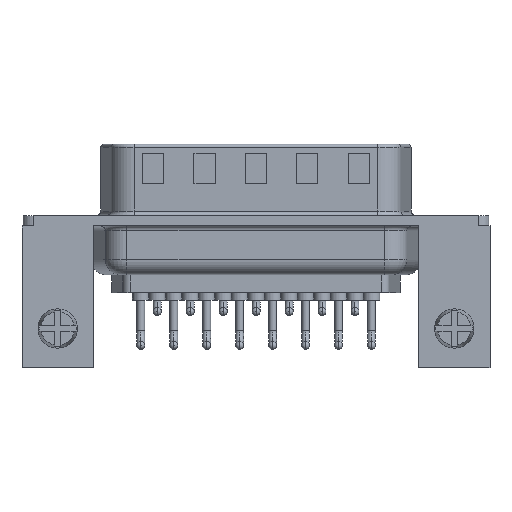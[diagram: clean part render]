
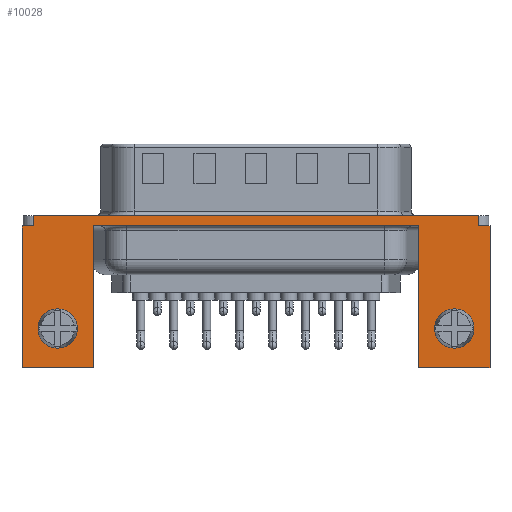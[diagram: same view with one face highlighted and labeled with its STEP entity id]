
A CAD part, front view. The second image highlights one B-rep face of the part: STEP entity #10028.
In plain terms, the highlighted planar face has unit normal (0, -1, 0).
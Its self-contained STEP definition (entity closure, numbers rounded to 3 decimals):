
#54 = VERTEX_POINT ( 'NONE', #6829 ) ;
#80 = CARTESIAN_POINT ( 'NONE',  ( 36.233, 0., -9.487 ) ) ;
#238 = CARTESIAN_POINT ( 'NONE',  ( 38.252, 0., -0.876 ) ) ;
#261 = VECTOR ( 'NONE', #6428, 1000. ) ;
#296 = CARTESIAN_POINT ( 'NONE',  ( -0.084, 0., -0.876 ) ) ;
#698 = ORIENTED_EDGE ( 'NONE', *, *, #13268, .F. ) ;
#853 = CIRCLE ( 'NONE', #19994, 1.651 ) ;
#1026 = EDGE_LOOP ( 'NONE', ( #3382, #14390 ) ) ;
#1068 = FACE_OUTER_BOUND ( 'NONE', #7176, .T. ) ;
#1373 = CARTESIAN_POINT ( 'NONE',  ( 39.23, 0., -12.789 ) ) ;
#1569 = DIRECTION ( 'NONE',  ( 0., 0., -1. ) ) ;
#1652 = DIRECTION ( 'NONE',  ( 0., 0., -1. ) ) ;
#2111 = CARTESIAN_POINT ( 'NONE',  ( 2.913, 0., -7.836 ) ) ;
#2594 = DIRECTION ( 'NONE',  ( 0., -1., 0. ) ) ;
#2694 = CARTESIAN_POINT ( 'NONE',  ( 0., 0., 0. ) ) ;
#2719 = VECTOR ( 'NONE', #7895, 1000. ) ;
#2889 = VECTOR ( 'NONE', #7492, 1000. ) ;
#2981 = CARTESIAN_POINT ( 'NONE',  ( 36.233, 0., -11.138 ) ) ;
#3082 = VERTEX_POINT ( 'NONE', #296 ) ;
#3333 = DIRECTION ( 'NONE',  ( 0., 0., -1. ) ) ;
#3382 = ORIENTED_EDGE ( 'NONE', *, *, #6606, .F. ) ;
#3427 = DIRECTION ( 'NONE',  ( 0., -1., 0. ) ) ;
#3475 = AXIS2_PLACEMENT_3D ( 'NONE', #12876, #3427, #14437 ) ;
#3806 = LINE ( 'NONE', #2694, #10664 ) ;
#3854 = EDGE_CURVE ( 'NONE', #14281, #19830, #12871, .T. ) ;
#3877 = EDGE_CURVE ( 'NONE', #6440, #3082, #20275, .T. ) ;
#3985 = VECTOR ( 'NONE', #1569, 1000. ) ;
#4195 = LINE ( 'NONE', #18268, #16277 ) ;
#4262 = DIRECTION ( 'NONE',  ( 1., 0., 0. ) ) ;
#4293 = VECTOR ( 'NONE', #3333, 1000. ) ;
#4430 = CARTESIAN_POINT ( 'NONE',  ( 0.889, 0., -0.876 ) ) ;
#4566 = VERTEX_POINT ( 'NONE', #11172 ) ;
#4792 = LINE ( 'NONE', #12774, #4293 ) ;
#4979 = CARTESIAN_POINT ( 'NONE',  ( 2.913, 0., -9.487 ) ) ;
#5235 = ORIENTED_EDGE ( 'NONE', *, *, #6576, .T. ) ;
#5450 = VERTEX_POINT ( 'NONE', #6432 ) ;
#5455 = VERTEX_POINT ( 'NONE', #15889 ) ;
#5728 = FACE_BOUND ( 'NONE', #19998, .T. ) ;
#6087 = EDGE_CURVE ( 'NONE', #14081, #18469, #13275, .T. ) ;
#6311 = CARTESIAN_POINT ( 'NONE',  ( 39.23, 0., -0.876 ) ) ;
#6428 = DIRECTION ( 'NONE',  ( 0., 0., 1. ) ) ;
#6432 = CARTESIAN_POINT ( 'NONE',  ( 39.23, 0., -0.876 ) ) ;
#6440 = VERTEX_POINT ( 'NONE', #4430 ) ;
#6540 = DIRECTION ( 'NONE',  ( 0., 0., -1. ) ) ;
#6576 = EDGE_CURVE ( 'NONE', #5455, #17547, #11044, .T. ) ;
#6606 = EDGE_CURVE ( 'NONE', #54, #18953, #6840, .T. ) ;
#6829 = CARTESIAN_POINT ( 'NONE',  ( 2.913, 0., -11.138 ) ) ;
#6840 = CIRCLE ( 'NONE', #8211, 1.651 ) ;
#7003 = LINE ( 'NONE', #9838, #10202 ) ;
#7176 = EDGE_LOOP ( 'NONE', ( #12846, #18256, #698, #5235, #15365, #10297, #8050, #19018, #16649, #14873, #12472, #17666 ) ) ;
#7492 = DIRECTION ( 'NONE',  ( 0., 0., 1. ) ) ;
#7640 = VECTOR ( 'NONE', #7921, 1000. ) ;
#7895 = DIRECTION ( 'NONE',  ( -1., 0., 0. ) ) ;
#7921 = DIRECTION ( 'NONE',  ( -1., 0., 0. ) ) ;
#7995 = EDGE_CURVE ( 'NONE', #18953, #54, #8763, .T. ) ;
#8050 = ORIENTED_EDGE ( 'NONE', *, *, #3854, .T. ) ;
#8211 = AXIS2_PLACEMENT_3D ( 'NONE', #4979, #15999, #6540 ) ;
#8477 = CARTESIAN_POINT ( 'NONE',  ( 2.913, 0., -9.487 ) ) ;
#8763 = CIRCLE ( 'NONE', #13961, 1.651 ) ;
#8815 = CARTESIAN_POINT ( 'NONE',  ( -0.084, 0., -2.375 ) ) ;
#8839 = LINE ( 'NONE', #6311, #2719 ) ;
#9038 = EDGE_CURVE ( 'NONE', #9177, #18469, #3806, .T. ) ;
#9177 = VERTEX_POINT ( 'NONE', #17157 ) ;
#9360 = CARTESIAN_POINT ( 'NONE',  ( 5.91, 0., -2.375 ) ) ;
#9410 = FACE_BOUND ( 'NONE', #1026, .T. ) ;
#9838 = CARTESIAN_POINT ( 'NONE',  ( 0., 0., -0.876 ) ) ;
#10028 = ADVANCED_FACE ( 'NONE', ( #9410, #1068, #5728 ), #18198, .T. ) ;
#10052 = DIRECTION ( 'NONE',  ( 0., 0., -1. ) ) ;
#10202 = VECTOR ( 'NONE', #11468, 1000. ) ;
#10260 = DIRECTION ( 'NONE',  ( 0., 0., 1. ) ) ;
#10297 = ORIENTED_EDGE ( 'NONE', *, *, #12311, .T. ) ;
#10392 = VERTEX_POINT ( 'NONE', #15255 ) ;
#10472 = VECTOR ( 'NONE', #13968, 1000. ) ;
#10664 = VECTOR ( 'NONE', #4262, 1000. ) ;
#10965 = EDGE_CURVE ( 'NONE', #10392, #5450, #4195, .T. ) ;
#11038 = DIRECTION ( 'NONE',  ( 0., -1., 0. ) ) ;
#11044 = LINE ( 'NONE', #17527, #19418 ) ;
#11122 = VERTEX_POINT ( 'NONE', #2981 ) ;
#11172 = CARTESIAN_POINT ( 'NONE',  ( 36.233, 0., -7.836 ) ) ;
#11468 = DIRECTION ( 'NONE',  ( 1., 0., 0. ) ) ;
#11530 = CARTESIAN_POINT ( 'NONE',  ( 38.252, 0., 0. ) ) ;
#11637 = CARTESIAN_POINT ( 'NONE',  ( 38.252, 0., -0.876 ) ) ;
#12017 = CARTESIAN_POINT ( 'NONE',  ( 0., 0., -0.876 ) ) ;
#12199 = EDGE_CURVE ( 'NONE', #19830, #10392, #18879, .T. ) ;
#12311 = EDGE_CURVE ( 'NONE', #18045, #14281, #7003, .T. ) ;
#12442 = CIRCLE ( 'NONE', #3475, 1.651 ) ;
#12472 = ORIENTED_EDGE ( 'NONE', *, *, #6087, .T. ) ;
#12774 = CARTESIAN_POINT ( 'NONE',  ( 0.889, 0., -0.876 ) ) ;
#12846 = ORIENTED_EDGE ( 'NONE', *, *, #12852, .T. ) ;
#12852 = EDGE_CURVE ( 'NONE', #9177, #6440, #4792, .T. ) ;
#12871 = LINE ( 'NONE', #14150, #3985 ) ;
#12876 = CARTESIAN_POINT ( 'NONE',  ( 36.233, 0., -9.487 ) ) ;
#12972 = EDGE_CURVE ( 'NONE', #4566, #11122, #12442, .T. ) ;
#13268 = EDGE_CURVE ( 'NONE', #5455, #3082, #17357, .T. ) ;
#13275 = LINE ( 'NONE', #238, #261 ) ;
#13401 = EDGE_CURVE ( 'NONE', #11122, #4566, #853, .T. ) ;
#13604 = DIRECTION ( 'NONE',  ( 0., 0., -1. ) ) ;
#13660 = VECTOR ( 'NONE', #10260, 1000. ) ;
#13961 = AXIS2_PLACEMENT_3D ( 'NONE', #8477, #19522, #10052 ) ;
#13968 = DIRECTION ( 'NONE',  ( 1., 0., 0. ) ) ;
#14081 = VERTEX_POINT ( 'NONE', #11637 ) ;
#14150 = CARTESIAN_POINT ( 'NONE',  ( 33.236, 0., -0.876 ) ) ;
#14281 = VERTEX_POINT ( 'NONE', #18441 ) ;
#14390 = ORIENTED_EDGE ( 'NONE', *, *, #7995, .F. ) ;
#14437 = DIRECTION ( 'NONE',  ( 0., 0., -1. ) ) ;
#14873 = ORIENTED_EDGE ( 'NONE', *, *, #19287, .T. ) ;
#15255 = CARTESIAN_POINT ( 'NONE',  ( 39.23, 0., -12.789 ) ) ;
#15365 = ORIENTED_EDGE ( 'NONE', *, *, #15978, .T. ) ;
#15559 = ORIENTED_EDGE ( 'NONE', *, *, #12972, .F. ) ;
#15889 = CARTESIAN_POINT ( 'NONE',  ( -0.084, 0., -12.789 ) ) ;
#15959 = AXIS2_PLACEMENT_3D ( 'NONE', #12017, #2594, #13604 ) ;
#15978 = EDGE_CURVE ( 'NONE', #17547, #18045, #17460, .T. ) ;
#15999 = DIRECTION ( 'NONE',  ( 0., -1., 0. ) ) ;
#16277 = VECTOR ( 'NONE', #19938, 1000. ) ;
#16509 = CARTESIAN_POINT ( 'NONE',  ( 5.91, 0., -0.876 ) ) ;
#16621 = ORIENTED_EDGE ( 'NONE', *, *, #13401, .F. ) ;
#16649 = ORIENTED_EDGE ( 'NONE', *, *, #10965, .T. ) ;
#17053 = CARTESIAN_POINT ( 'NONE',  ( 33.236, 0., -12.789 ) ) ;
#17157 = CARTESIAN_POINT ( 'NONE',  ( 0.889, 0., 0. ) ) ;
#17357 = LINE ( 'NONE', #8815, #13660 ) ;
#17387 = CARTESIAN_POINT ( 'NONE',  ( 5.91, 0., -0.876 ) ) ;
#17460 = LINE ( 'NONE', #9360, #2889 ) ;
#17462 = DIRECTION ( 'NONE',  ( 1., 0., 0. ) ) ;
#17527 = CARTESIAN_POINT ( 'NONE',  ( 5.91, 0., -12.789 ) ) ;
#17547 = VERTEX_POINT ( 'NONE', #18316 ) ;
#17666 = ORIENTED_EDGE ( 'NONE', *, *, #9038, .F. ) ;
#18045 = VERTEX_POINT ( 'NONE', #16509 ) ;
#18198 = PLANE ( 'NONE',  #15959 ) ;
#18256 = ORIENTED_EDGE ( 'NONE', *, *, #3877, .T. ) ;
#18268 = CARTESIAN_POINT ( 'NONE',  ( 39.23, 0., -0.876 ) ) ;
#18316 = CARTESIAN_POINT ( 'NONE',  ( 5.91, 0., -12.789 ) ) ;
#18441 = CARTESIAN_POINT ( 'NONE',  ( 33.236, 0., -0.876 ) ) ;
#18469 = VERTEX_POINT ( 'NONE', #11530 ) ;
#18879 = LINE ( 'NONE', #1373, #10472 ) ;
#18953 = VERTEX_POINT ( 'NONE', #2111 ) ;
#19018 = ORIENTED_EDGE ( 'NONE', *, *, #12199, .T. ) ;
#19287 = EDGE_CURVE ( 'NONE', #5450, #14081, #8839, .T. ) ;
#19418 = VECTOR ( 'NONE', #17462, 1000. ) ;
#19522 = DIRECTION ( 'NONE',  ( 0., -1., 0. ) ) ;
#19830 = VERTEX_POINT ( 'NONE', #17053 ) ;
#19938 = DIRECTION ( 'NONE',  ( 0., 0., 1. ) ) ;
#19994 = AXIS2_PLACEMENT_3D ( 'NONE', #80, #11038, #1652 ) ;
#19998 = EDGE_LOOP ( 'NONE', ( #16621, #15559 ) ) ;
#20275 = LINE ( 'NONE', #17387, #7640 ) ;
